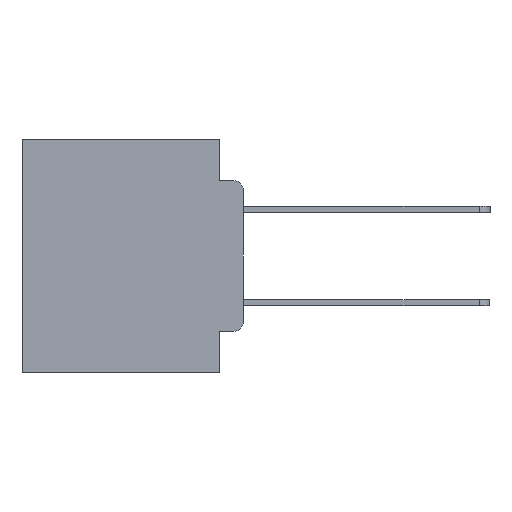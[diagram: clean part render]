
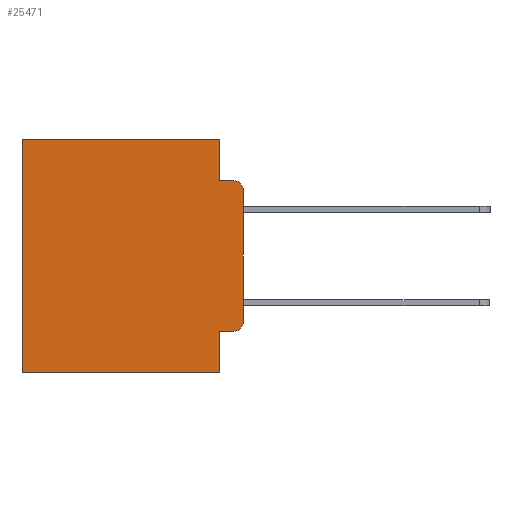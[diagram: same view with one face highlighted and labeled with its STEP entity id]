
A CAD part, left-side view. The second image highlights one B-rep face of the part: STEP entity #25471.
In plain terms, the highlighted planar face has unit normal (-1, 0, 0).
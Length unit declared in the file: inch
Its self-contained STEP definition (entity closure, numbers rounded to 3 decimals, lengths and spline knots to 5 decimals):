
#3 = VECTOR ( 'NONE', #19068, 39.37008 ) ;
#862 = CARTESIAN_POINT ( 'NONE',  ( 0.298, 0., 0. ) ) ;
#1061 = ORIENTED_EDGE ( 'NONE', *, *, #13883, .F. ) ;
#1254 = DIRECTION ( 'NONE',  ( 0., -1., 0. ) ) ;
#1358 = EDGE_CURVE ( 'NONE', #6916, #27841, #16192, .T. ) ;
#1391 = VERTEX_POINT ( 'NONE', #10733 ) ;
#2189 = ORIENTED_EDGE ( 'NONE', *, *, #7188, .T. ) ;
#2652 = CARTESIAN_POINT ( 'NONE',  ( 0.298, 0.051, -0.5 ) ) ;
#3565 = CARTESIAN_POINT ( 'NONE',  ( 0.298, 0.473, 0. ) ) ;
#3574 = CARTESIAN_POINT ( 'NONE',  ( 0.298, 0.051, 0. ) ) ;
#4441 = VECTOR ( 'NONE', #24715, 39.37008 ) ;
#4726 = VERTEX_POINT ( 'NONE', #3565 ) ;
#5115 = FACE_OUTER_BOUND ( 'NONE', #22278, .T. ) ;
#5326 = VERTEX_POINT ( 'NONE', #22716 ) ;
#5489 = PLANE ( 'NONE',  #25850 ) ;
#5983 = CARTESIAN_POINT ( 'NONE',  ( 0.298, 0.473, 0. ) ) ;
#6166 = ORIENTED_EDGE ( 'NONE', *, *, #1358, .T. ) ;
#6388 = EDGE_CURVE ( 'NONE', #18302, #27841, #15039, .T. ) ;
#6605 = CARTESIAN_POINT ( 'NONE',  ( 0.298, 0.02, -0.1085 ) ) ;
#6786 = EDGE_CURVE ( 'NONE', #12627, #18302, #21587, .T. ) ;
#6916 = VERTEX_POINT ( 'NONE', #9599 ) ;
#7188 = EDGE_CURVE ( 'NONE', #28090, #11350, #24334, .T. ) ;
#7551 = EDGE_CURVE ( 'NONE', #6916, #5326, #21904, .T. ) ;
#7713 = CARTESIAN_POINT ( 'NONE',  ( 0.298, 0., 0. ) ) ;
#9200 = CARTESIAN_POINT ( 'NONE',  ( 0.298, 0.051, 0. ) ) ;
#9599 = CARTESIAN_POINT ( 'NONE',  ( 0.298, 0., -0.1085 ) ) ;
#9677 = DIRECTION ( 'NONE',  ( 0., 0., -1. ) ) ;
#10239 = LINE ( 'NONE', #17831, #21331 ) ;
#10733 = CARTESIAN_POINT ( 'NONE',  ( 0.298, 0.473, -0.5 ) ) ;
#10964 = EDGE_CURVE ( 'NONE', #28090, #12145, #13535, .T. ) ;
#11350 = VERTEX_POINT ( 'NONE', #26881 ) ;
#11745 = EDGE_CURVE ( 'NONE', #4726, #1391, #22173, .T. ) ;
#11795 = VECTOR ( 'NONE', #19405, 39.37008 ) ;
#11869 = ORIENTED_EDGE ( 'NONE', *, *, #18226, .T. ) ;
#12071 = DIRECTION ( 'NONE',  ( -1., 0., 0. ) ) ;
#12132 = CARTESIAN_POINT ( 'NONE',  ( 0.298, 0.02, -0.0885 ) ) ;
#12145 = VERTEX_POINT ( 'NONE', #2652 ) ;
#12242 = LINE ( 'NONE', #862, #3 ) ;
#12560 = VECTOR ( 'NONE', #1254, 39.37008 ) ;
#12566 = DIRECTION ( 'NONE',  ( -1., 0., 0. ) ) ;
#12627 = VERTEX_POINT ( 'NONE', #15670 ) ;
#13058 = CARTESIAN_POINT ( 'NONE',  ( 0.298, 0.051, -0.4115 ) ) ;
#13224 = ORIENTED_EDGE ( 'NONE', *, *, #20298, .T. ) ;
#13329 = AXIS2_PLACEMENT_3D ( 'NONE', #25296, #12071, #27454 ) ;
#13346 = DIRECTION ( 'NONE',  ( 0., 1., 0. ) ) ;
#13535 = LINE ( 'NONE', #3574, #23944 ) ;
#13883 = EDGE_CURVE ( 'NONE', #12145, #1391, #10239, .T. ) ;
#14080 = CIRCLE ( 'NONE', #13329, 0.02 ) ;
#14140 = CARTESIAN_POINT ( 'NONE',  ( 0.298, 0., 0. ) ) ;
#14560 = DIRECTION ( 'NONE',  ( 0., 0., -1. ) ) ;
#15039 = LINE ( 'NONE', #25503, #26735 ) ;
#15322 = VECTOR ( 'NONE', #9677, 39.37008 ) ;
#15670 = CARTESIAN_POINT ( 'NONE',  ( 0.298, 0.051, 0. ) ) ;
#16192 = CIRCLE ( 'NONE', #23077, 0.02 ) ;
#17058 = ORIENTED_EDGE ( 'NONE', *, *, #6388, .F. ) ;
#17831 = CARTESIAN_POINT ( 'NONE',  ( 0.298, 0., -0.5 ) ) ;
#18226 = EDGE_CURVE ( 'NONE', #11350, #5326, #14080, .T. ) ;
#18302 = VERTEX_POINT ( 'NONE', #27653 ) ;
#18414 = ORIENTED_EDGE ( 'NONE', *, *, #7551, .F. ) ;
#19068 = DIRECTION ( 'NONE',  ( 0., 1., 0. ) ) ;
#19405 = DIRECTION ( 'NONE',  ( 0., 0., -1. ) ) ;
#19471 = ORIENTED_EDGE ( 'NONE', *, *, #10964, .F. ) ;
#20298 = EDGE_CURVE ( 'NONE', #12627, #4726, #12242, .T. ) ;
#20856 = ORIENTED_EDGE ( 'NONE', *, *, #11745, .T. ) ;
#21080 = DIRECTION ( 'NONE',  ( 0., -1., 0. ) ) ;
#21175 = DIRECTION ( 'NONE',  ( 0., 0., -1. ) ) ;
#21331 = VECTOR ( 'NONE', #13346, 39.37008 ) ;
#21508 = DIRECTION ( 'NONE',  ( 0., 0., -1. ) ) ;
#21524 = CARTESIAN_POINT ( 'NONE',  ( 0.298, 0.051, -0.4115 ) ) ;
#21587 = LINE ( 'NONE', #9200, #4441 ) ;
#21904 = LINE ( 'NONE', #14140, #15322 ) ;
#22173 = LINE ( 'NONE', #5983, #11795 ) ;
#22278 = EDGE_LOOP ( 'NONE', ( #18414, #6166, #17058, #24311, #13224, #20856, #1061, #19471, #2189, #11869 ) ) ;
#22716 = CARTESIAN_POINT ( 'NONE',  ( 0.298, 0., -0.3915 ) ) ;
#23077 = AXIS2_PLACEMENT_3D ( 'NONE', #6605, #12566, #21175 ) ;
#23944 = VECTOR ( 'NONE', #21508, 39.37008 ) ;
#24311 = ORIENTED_EDGE ( 'NONE', *, *, #6786, .F. ) ;
#24334 = LINE ( 'NONE', #21524, #12560 ) ;
#24715 = DIRECTION ( 'NONE',  ( 0., 0., -1. ) ) ;
#25296 = CARTESIAN_POINT ( 'NONE',  ( 0.298, 0.02, -0.3915 ) ) ;
#25471 = ADVANCED_FACE ( 'NONE', ( #5115 ), #5489, .F. ) ;
#25503 = CARTESIAN_POINT ( 'NONE',  ( 0.298, 0.051, -0.0885 ) ) ;
#25850 = AXIS2_PLACEMENT_3D ( 'NONE', #7713, #27721, #14560 ) ;
#26735 = VECTOR ( 'NONE', #21080, 39.37008 ) ;
#26881 = CARTESIAN_POINT ( 'NONE',  ( 0.298, 0.02, -0.4115 ) ) ;
#27454 = DIRECTION ( 'NONE',  ( 0., 0., -1. ) ) ;
#27653 = CARTESIAN_POINT ( 'NONE',  ( 0.298, 0.051, -0.0885 ) ) ;
#27721 = DIRECTION ( 'NONE',  ( 1., 0., 0. ) ) ;
#27841 = VERTEX_POINT ( 'NONE', #12132 ) ;
#28090 = VERTEX_POINT ( 'NONE', #13058 ) ;
